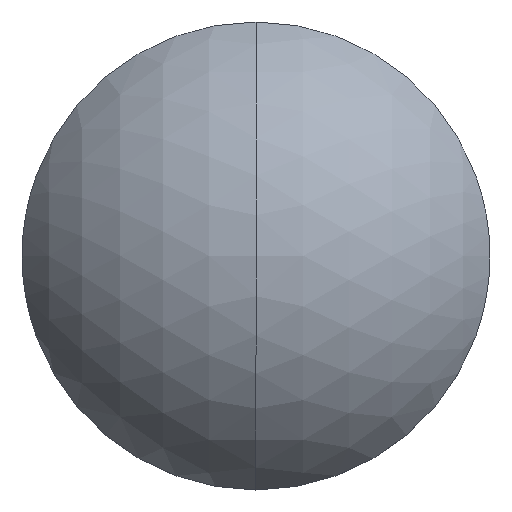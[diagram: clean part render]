
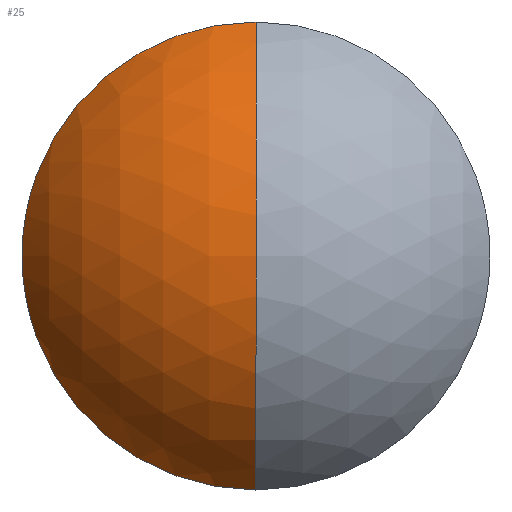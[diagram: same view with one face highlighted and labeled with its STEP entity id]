
A CAD part, top view. The second image highlights one B-rep face of the part: STEP entity #25.
In plain terms, the highlighted spherical face has radius 10.3 mm.
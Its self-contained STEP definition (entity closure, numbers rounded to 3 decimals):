
#21 = VERTEX_POINT ( 'NONE', #122 ) ;
#24 = EDGE_LOOP ( 'NONE', ( #39, #45, #54, #57 ) ) ;
#25 = ADVANCED_FACE ( 'NONE', ( #75 ), #104, .T. ) ;
#39 = ORIENTED_EDGE ( 'NONE', *, *, #42, .T. ) ;
#40 = VERTEX_POINT ( 'NONE', #201 ) ;
#42 = EDGE_CURVE ( 'NONE', #40, #21, #215, .T. ) ;
#43 = VERTEX_POINT ( 'NONE', #216 ) ;
#44 = VERTEX_POINT ( 'NONE', #179 ) ;
#45 = ORIENTED_EDGE ( 'NONE', *, *, #48, .T. ) ;
#48 = EDGE_CURVE ( 'NONE', #21, #43, #137, .T. ) ;
#54 = ORIENTED_EDGE ( 'NONE', *, *, #55, .T. ) ;
#55 = EDGE_CURVE ( 'NONE', #43, #44, #162, .T. ) ;
#57 = ORIENTED_EDGE ( 'NONE', *, *, #58, .F. ) ;
#58 = EDGE_CURVE ( 'NONE', #40, #44, #180, .T. ) ;
#75 = FACE_OUTER_BOUND ( 'NONE', #24, .T. ) ;
#97 = DIRECTION ( 'NONE',  ( 0., 1., 0. ) ) ;
#98 = DIRECTION ( 'NONE',  ( -1., 0., 0. ) ) ;
#99 = CARTESIAN_POINT ( 'NONE',  ( 0., 0., -6.76 ) ) ;
#100 = AXIS2_PLACEMENT_3D ( 'NONE', #99, #98, #97 ) ;
#104 = SPHERICAL_SURFACE ( 'NONE', #100, 10.3 ) ;
#122 = CARTESIAN_POINT ( 'NONE',  ( -9., 0., -1.751 ) ) ;
#137 = CIRCLE ( 'NONE', #164, 9. ) ;
#139 = DIRECTION ( 'NONE',  ( 1., 0., 0. ) ) ;
#140 = DIRECTION ( 'NONE',  ( 0., 0., 1. ) ) ;
#141 = CARTESIAN_POINT ( 'NONE',  ( 0., 0., -1.751 ) ) ;
#144 = CARTESIAN_POINT ( 'NONE',  ( 0., 0., -6.76 ) ) ;
#161 = AXIS2_PLACEMENT_3D ( 'NONE', #144, #187, #186 ) ;
#162 = CIRCLE ( 'NONE', #161, 10.3 ) ;
#163 = CARTESIAN_POINT ( 'NONE',  ( 0., 0., -6.76 ) ) ;
#164 = AXIS2_PLACEMENT_3D ( 'NONE', #141, #140, #139 ) ;
#179 = CARTESIAN_POINT ( 'NONE',  ( 0., 0., 3.54 ) ) ;
#180 = CIRCLE ( 'NONE', #213, 10.3 ) ;
#186 = DIRECTION ( 'NONE',  ( 0., -1., 0. ) ) ;
#187 = DIRECTION ( 'NONE',  ( -1., 0., 0. ) ) ;
#193 = DIRECTION ( 'NONE',  ( 0., 0., 1. ) ) ;
#194 = CARTESIAN_POINT ( 'NONE',  ( 0., 0., -1.751 ) ) ;
#195 = AXIS2_PLACEMENT_3D ( 'NONE', #194, #193, #202 ) ;
#201 = CARTESIAN_POINT ( 'NONE',  ( 0., 9., -1.751 ) ) ;
#202 = DIRECTION ( 'NONE',  ( 1., 0., 0. ) ) ;
#211 = DIRECTION ( 'NONE',  ( 0., 0., -1. ) ) ;
#212 = DIRECTION ( 'NONE',  ( 1., 0., 0. ) ) ;
#213 = AXIS2_PLACEMENT_3D ( 'NONE', #163, #212, #211 ) ;
#215 = CIRCLE ( 'NONE', #195, 9. ) ;
#216 = CARTESIAN_POINT ( 'NONE',  ( 0., -9., -1.751 ) ) ;
